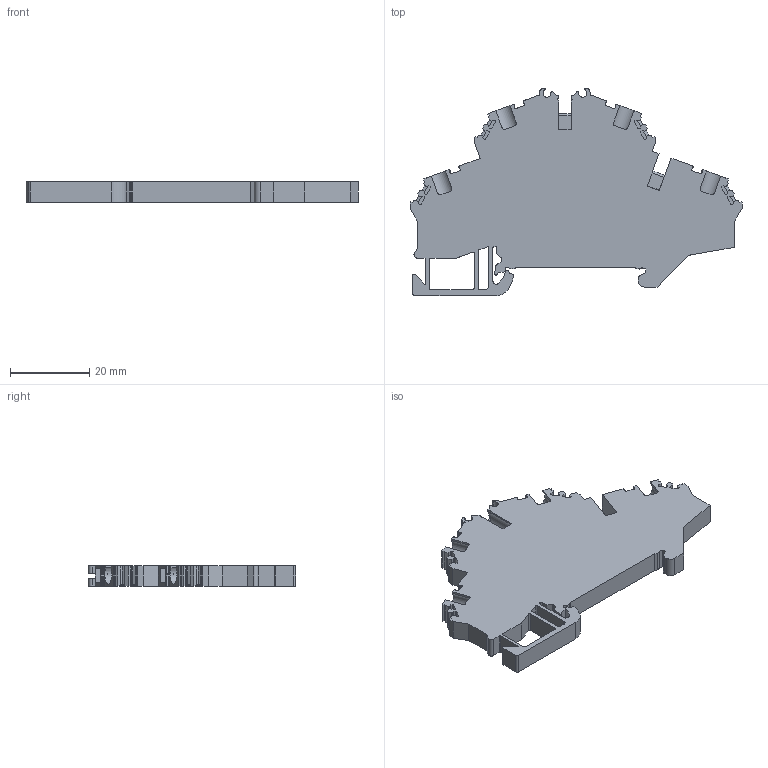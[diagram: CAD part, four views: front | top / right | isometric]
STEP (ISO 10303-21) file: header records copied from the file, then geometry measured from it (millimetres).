
FILE_DESCRIPTION(/* description */ (''),/* implementation_level */ '2;1');
FILE_NAME(/* name */ '3578_ZRKD25_DU_PE_ZBA_iso.stp',/* time_stamp */ '2011-08-03T13:19:04+02:00',/* author */ (''),/* organization */ (''),/* preprocessor_version */ 'ST-DEVELOPER v11',/* originating_system */ 'SIEMENS UGS NX 6.0',/* authorisation */ '');
FILE_SCHEMA (('CONFIG_CONTROL_DESIGN'));
Length unit declared in the file: millimetre
Products named in the file (1): 3578_ZRKD25_DU_PE_ZBA_iso
Bounding box: 83.6 x 52.28 x 5.1 mm (x, y, z)
Volume: 12530.3 mm3; surface area: 8219.7 mm2
Topology: 1 solids, 1 shells, 530 faces, 1541 edges, 1023 vertices
Faces by surface type: plane 356, cylinder 174
Full cylindrical faces by diameter (mm): 2.4 x4
Entity records: 18681 total; most frequent: CARTESIAN_POINT 4462, ORIENTED_EDGE 3068, DIRECTION 2831, EDGE_CURVE 1534, LINE 1135, VECTOR 1135, VERTEX_POINT 1021, AXIS2_PLACEMENT_3D 848
